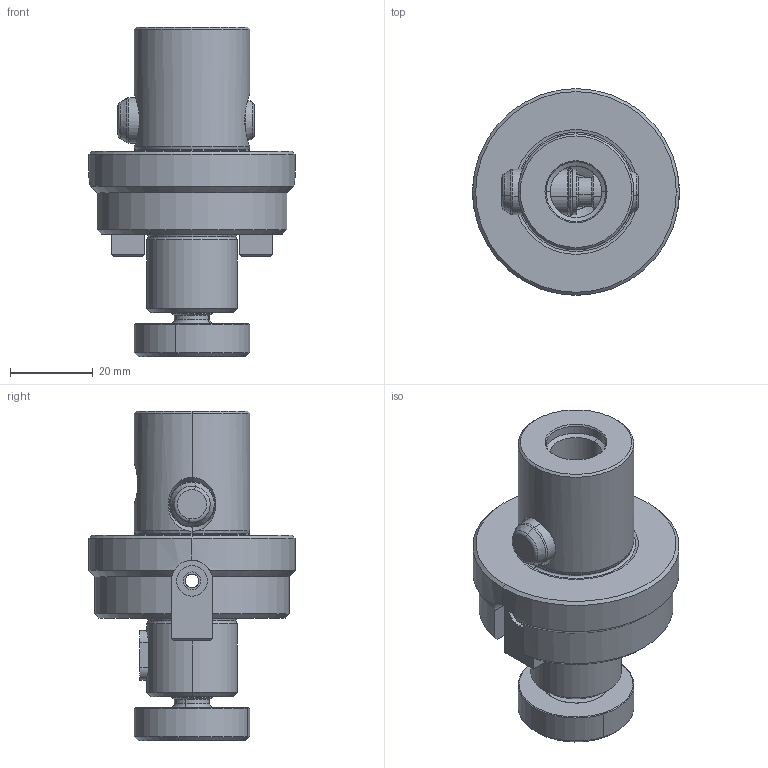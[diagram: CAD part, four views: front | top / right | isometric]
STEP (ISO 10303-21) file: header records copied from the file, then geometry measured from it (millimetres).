
FILE_DESCRIPTION(('no description'),'unknown implementation level');
FILE_NAME('10685B5B-BA60-4568-A2C5-A763BDE384D6_export.stp',' ',('CIMSOURCE GmbH'),('CADClick - KiM GmbH - www.kimweb.de'),'unknown preprocess','ACIS','unknown authorization');
FILE_SCHEMA(('automotive_design'));
Length unit declared in the file: millimetre
Products named in the file (8): 335.424 Kaiser CKS5 X F22|691.606 Kaiser ETL MST 22 (Paar)_Standard;NONE; 335.424 Kaiser CKS5 X F22|691.601 Kaiser ETL FK 6 X 6_Standard;NONE; 335.424 Kaiser CKS5 X F22|690.704 Kaiser ETL FR22_M10_Standard-1;NONE; 335.424 Kaiser CKS5 X F22|690.704 Kaiser ETL FR22_M10_Standard;NONE; 335.424 Kaiser CKS5 X F22|335.424 Kaiser CKS5 X F22_Standard;NONE; 335.424 Kaiser CKS5 X F22|691.505 Kaiser ETL D11 X 33K_Standard|691.525 Mitnehmerbolzen_Standard;NONE; 335.424 Kaiser CKS5 X F22|691.505 Kaiser ETL D11 X 33K_Standard|693.304 Sprengring_Standard;NONE
Bounding box: 50 x 50 x 79.67 mm (x, y, z)
Volume: 61902.6 mm3; surface area: 21059 mm2
Topology: 8 solids, 8 shells, 223 faces, 516 edges, 307 vertices
Faces by surface type: cylinder 78, plane 69, cone 46, torus 30
Entity records: 13185 total; most frequent: CARTESIAN_POINT 2037, DIRECTION 1118, STYLED_ITEM 1052, PRESENTATION_STYLE_ASSIGNMENT 1052, COLOUR_RGB 1052, ORIENTED_EDGE 1028, EDGE_CURVE 514, CURVE_STYLE 514
